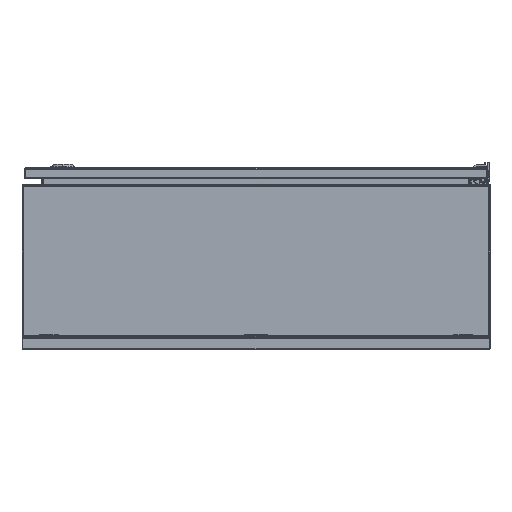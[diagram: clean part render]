
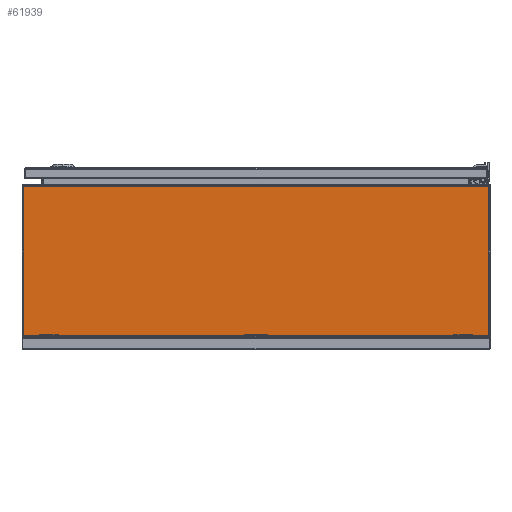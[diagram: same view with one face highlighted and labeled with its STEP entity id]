
A CAD part, front view. The second image highlights one B-rep face of the part: STEP entity #61939.
In plain terms, the highlighted planar face has unit normal (0, -1, 0).
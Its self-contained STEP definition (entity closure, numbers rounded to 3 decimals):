
#1665 = DIRECTION ( 'NONE',  ( 1., 0., 0. ) ) ;
#5159 = DIRECTION ( 'NONE',  ( -1., 0., 0. ) ) ;
#5421 = CARTESIAN_POINT ( 'NONE',  ( -273.5, -475., 15.5 ) ) ;
#7892 = VERTEX_POINT ( 'NONE', #45368 ) ;
#8639 = DIRECTION ( 'NONE',  ( 0., 0., 1. ) ) ;
#10301 = VECTOR ( 'NONE', #8639, 1000. ) ;
#15793 = LINE ( 'NONE', #48144, #79945 ) ;
#17548 = VERTEX_POINT ( 'NONE', #100047 ) ;
#22693 = DIRECTION ( 'NONE',  ( 1., 0., 0. ) ) ;
#24332 = EDGE_LOOP ( 'NONE', ( #67192, #45845, #37054, #56319 ) ) ;
#34623 = VERTEX_POINT ( 'NONE', #92492 ) ;
#35182 = AXIS2_PLACEMENT_3D ( 'NONE', #92025, #53926, #22693 ) ;
#37054 = ORIENTED_EDGE ( 'NONE', *, *, #73068, .F. ) ;
#39173 = CARTESIAN_POINT ( 'NONE',  ( 273.5, -475., 15.5 ) ) ;
#45368 = CARTESIAN_POINT ( 'NONE',  ( -273.5, -475., 191.5 ) ) ;
#45845 = ORIENTED_EDGE ( 'NONE', *, *, #78522, .T. ) ;
#48094 = VECTOR ( 'NONE', #5159, 1000. ) ;
#48144 = CARTESIAN_POINT ( 'NONE',  ( 275., -475., 191.5 ) ) ;
#52807 = LINE ( 'NONE', #39173, #10301 ) ;
#53871 = DIRECTION ( 'NONE',  ( 0., 0., -1. ) ) ;
#53926 = DIRECTION ( 'NONE',  ( 0., -1., 0. ) ) ;
#56319 = ORIENTED_EDGE ( 'NONE', *, *, #87041, .T. ) ;
#61939 = ADVANCED_FACE ( 'NONE', ( #71906 ), #100149, .T. ) ;
#65002 = LINE ( 'NONE', #97439, #48094 ) ;
#65837 = LINE ( 'NONE', #93669, #81490 ) ;
#67192 = ORIENTED_EDGE ( 'NONE', *, *, #80232, .F. ) ;
#71906 = FACE_OUTER_BOUND ( 'NONE', #24332, .T. ) ;
#73068 = EDGE_CURVE ( 'NONE', #17548, #95701, #65002, .T. ) ;
#78522 = EDGE_CURVE ( 'NONE', #7892, #95701, #65837, .T. ) ;
#79945 = VECTOR ( 'NONE', #1665, 1000. ) ;
#80232 = EDGE_CURVE ( 'NONE', #7892, #34623, #15793, .T. ) ;
#81490 = VECTOR ( 'NONE', #53871, 1000. ) ;
#87041 = EDGE_CURVE ( 'NONE', #17548, #34623, #52807, .T. ) ;
#92025 = CARTESIAN_POINT ( 'NONE',  ( 275., -475., 15.5 ) ) ;
#92492 = CARTESIAN_POINT ( 'NONE',  ( 273.5, -475., 191.5 ) ) ;
#93669 = CARTESIAN_POINT ( 'NONE',  ( -273.5, -475., 191.5 ) ) ;
#95701 = VERTEX_POINT ( 'NONE', #5421 ) ;
#97439 = CARTESIAN_POINT ( 'NONE',  ( 275., -475., 15.5 ) ) ;
#100047 = CARTESIAN_POINT ( 'NONE',  ( 273.5, -475., 15.5 ) ) ;
#100149 = PLANE ( 'NONE',  #35182 ) ;
